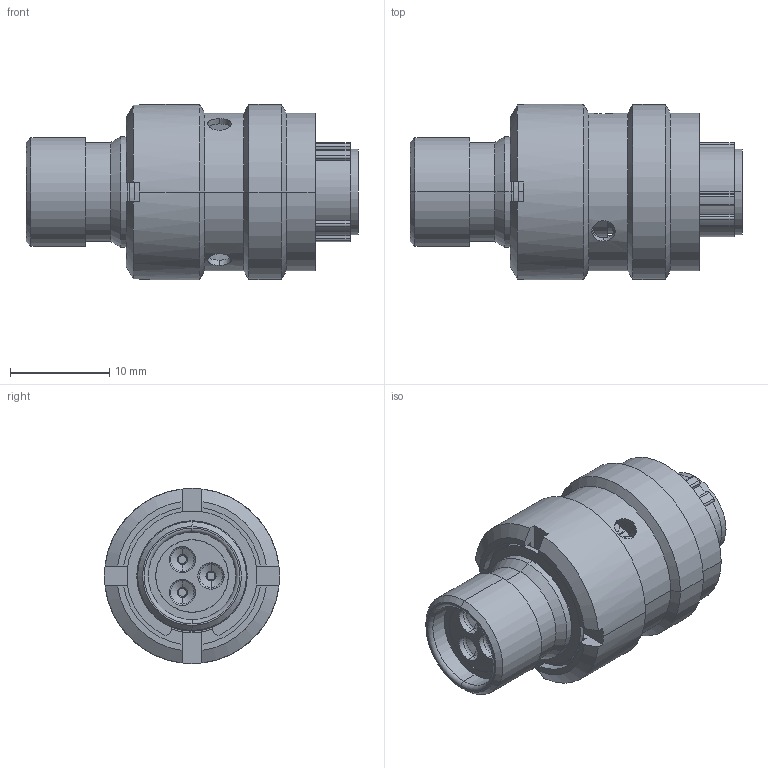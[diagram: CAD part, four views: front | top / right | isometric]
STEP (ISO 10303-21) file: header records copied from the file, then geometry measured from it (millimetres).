
FILE_DESCRIPTION (( 'STEP AP214' ), '1' );
FILE_NAME ('AS608-98SA.STEP', '2019-10-02T14:11:23', ( 'TE Connectivity' ), ( 'TE Connectivity' ), 'SwSTEP 2.0', 'SolidWorks 2016', '' );
FILE_SCHEMA (( 'AUTOMOTIVE_DESIGN' ));
Length unit declared in the file: millimetre
Products named in the file (1): AS608-98SA
Bounding box: 33.37 x 17.6 x 17.6 mm (x, y, z)
Volume: 3861.9 mm3; surface area: 6393.8 mm2
Topology: 8 solids, 8 shells, 550 faces, 1492 edges, 969 vertices
Faces by surface type: plane 246, cylinder 202, torus 50, cone 38, bspline 12, sphere 2
Entity records: 27706 total; most frequent: CARTESIAN_POINT 8801, ORIENTED_EDGE 2984, DIRECTION 2257, EDGE_CURVE 1492, VERTEX_POINT 969, AXIS2_PLACEMENT_3D 895, EDGE_LOOP 587, B_SPLINE_CURVE_WITH_KNOTS 565
